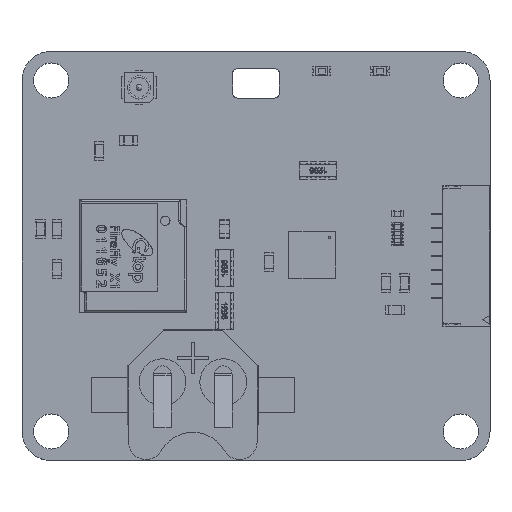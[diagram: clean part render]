
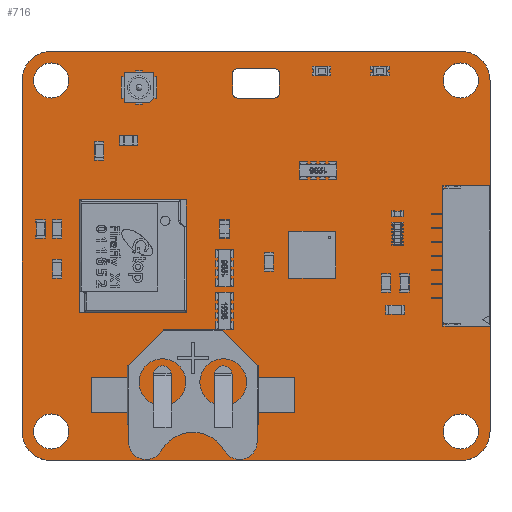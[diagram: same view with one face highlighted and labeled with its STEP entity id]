
A CAD part, top view. The second image highlights one B-rep face of the part: STEP entity #716.
In plain terms, the highlighted planar face has unit normal (0, 0, 1).
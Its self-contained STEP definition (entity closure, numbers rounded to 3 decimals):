
#77 = VERTEX_POINT('',#78);
#78 = CARTESIAN_POINT('',(203.9,-85.9,0.));
#95 = VERTEX_POINT('',#96);
#96 = CARTESIAN_POINT('',(168.9,-85.9,0.));
#102 = EDGE_CURVE('',#77,#95,#103,.T.);
#103 = LINE('',#104,#105);
#104 = CARTESIAN_POINT('',(203.9,-85.9,0.));
#105 = VECTOR('',#106,1.);
#106 = DIRECTION('',(-1.,0.,0.));
#117 = VERTEX_POINT('',#118);
#118 = CARTESIAN_POINT('',(206.4,-88.4,0.));
#134 = EDGE_CURVE('',#117,#77,#135,.T.);
#135 = CIRCLE('',#136,2.5);
#136 = AXIS2_PLACEMENT_3D('',#137,#138,#139);
#137 = CARTESIAN_POINT('',(203.9,-88.4,0.));
#138 = DIRECTION('',(0.,0.,1.));
#139 = DIRECTION('',(1.,0.,0.));
#160 = VERTEX_POINT('',#161);
#161 = CARTESIAN_POINT('',(166.4,-88.4,0.));
#167 = EDGE_CURVE('',#95,#160,#168,.T.);
#168 = CIRCLE('',#169,2.5);
#169 = AXIS2_PLACEMENT_3D('',#170,#171,#172);
#170 = CARTESIAN_POINT('',(168.9,-88.4,0.));
#171 = DIRECTION('',(0.,0.,1.));
#172 = DIRECTION('',(1.,0.,0.));
#183 = VERTEX_POINT('',#184);
#184 = CARTESIAN_POINT('',(206.4,-118.4,0.));
#199 = EDGE_CURVE('',#183,#117,#200,.T.);
#200 = LINE('',#201,#202);
#201 = CARTESIAN_POINT('',(206.4,-118.4,0.));
#202 = VECTOR('',#203,1.);
#203 = DIRECTION('',(0.,1.,0.));
#223 = VERTEX_POINT('',#224);
#224 = CARTESIAN_POINT('',(166.4,-118.4,0.));
#230 = EDGE_CURVE('',#160,#223,#231,.T.);
#231 = LINE('',#232,#233);
#232 = CARTESIAN_POINT('',(166.4,-88.4,0.));
#233 = VECTOR('',#234,1.);
#234 = DIRECTION('',(0.,-1.,0.));
#245 = VERTEX_POINT('',#246);
#246 = CARTESIAN_POINT('',(203.9,-120.9,0.));
#262 = EDGE_CURVE('',#245,#183,#263,.T.);
#263 = CIRCLE('',#264,2.5);
#264 = AXIS2_PLACEMENT_3D('',#265,#266,#267);
#265 = CARTESIAN_POINT('',(203.9,-118.4,0.));
#266 = DIRECTION('',(0.,0.,1.));
#267 = DIRECTION('',(1.,0.,0.));
#288 = VERTEX_POINT('',#289);
#289 = CARTESIAN_POINT('',(168.9,-120.9,0.));
#295 = EDGE_CURVE('',#223,#288,#296,.T.);
#296 = CIRCLE('',#297,2.5);
#297 = AXIS2_PLACEMENT_3D('',#298,#299,#300);
#298 = CARTESIAN_POINT('',(168.9,-118.4,0.));
#299 = DIRECTION('',(0.,0.,1.));
#300 = DIRECTION('',(1.,0.,0.));
#318 = EDGE_CURVE('',#288,#245,#319,.T.);
#319 = LINE('',#320,#321);
#320 = CARTESIAN_POINT('',(168.9,-120.9,0.));
#321 = VECTOR('',#322,1.);
#322 = DIRECTION('',(1.,0.,0.));
#333 = VERTEX_POINT('',#334);
#334 = CARTESIAN_POINT('',(170.4,-88.4,0.));
#350 = EDGE_CURVE('',#333,#333,#351,.T.);
#351 = CIRCLE('',#352,1.5);
#352 = AXIS2_PLACEMENT_3D('',#353,#354,#355);
#353 = CARTESIAN_POINT('',(168.9,-88.4,0.));
#354 = DIRECTION('',(0.,0.,1.));
#355 = DIRECTION('',(1.,0.,-0.));
#366 = VERTEX_POINT('',#367);
#367 = CARTESIAN_POINT('',(188.,-89.9,0.));
#385 = VERTEX_POINT('',#386);
#386 = CARTESIAN_POINT('',(188.4,-89.5,0.));
#392 = EDGE_CURVE('',#366,#385,#393,.T.);
#393 = CIRCLE('',#394,0.4);
#394 = AXIS2_PLACEMENT_3D('',#395,#396,#397);
#395 = CARTESIAN_POINT('',(188.,-89.5,0.));
#396 = DIRECTION('',(0.,0.,1.));
#397 = DIRECTION('',(1.,0.,0.));
#417 = VERTEX_POINT('',#418);
#418 = CARTESIAN_POINT('',(184.8,-89.9,0.));
#424 = EDGE_CURVE('',#366,#417,#425,.T.);
#425 = LINE('',#426,#427);
#426 = CARTESIAN_POINT('',(188.,-89.9,0.));
#427 = VECTOR('',#428,1.);
#428 = DIRECTION('',(-1.,0.,0.));
#448 = VERTEX_POINT('',#449);
#449 = CARTESIAN_POINT('',(188.4,-87.8,0.));
#455 = EDGE_CURVE('',#385,#448,#456,.T.);
#456 = LINE('',#457,#458);
#457 = CARTESIAN_POINT('',(188.4,-89.5,0.));
#458 = VECTOR('',#459,1.);
#459 = DIRECTION('',(0.,1.,0.));
#470 = VERTEX_POINT('',#471);
#471 = CARTESIAN_POINT('',(184.4,-89.5,0.));
#487 = EDGE_CURVE('',#470,#417,#488,.T.);
#488 = CIRCLE('',#489,0.4);
#489 = AXIS2_PLACEMENT_3D('',#490,#491,#492);
#490 = CARTESIAN_POINT('',(184.8,-89.5,0.));
#491 = DIRECTION('',(0.,0.,1.));
#492 = DIRECTION('',(1.,0.,0.));
#513 = VERTEX_POINT('',#514);
#514 = CARTESIAN_POINT('',(188.,-87.4,0.));
#520 = EDGE_CURVE('',#448,#513,#521,.T.);
#521 = CIRCLE('',#522,0.4);
#522 = AXIS2_PLACEMENT_3D('',#523,#524,#525);
#523 = CARTESIAN_POINT('',(188.,-87.8,0.));
#524 = DIRECTION('',(0.,0.,1.));
#525 = DIRECTION('',(1.,0.,0.));
#545 = VERTEX_POINT('',#546);
#546 = CARTESIAN_POINT('',(184.4,-87.8,0.));
#552 = EDGE_CURVE('',#470,#545,#553,.T.);
#553 = LINE('',#554,#555);
#554 = CARTESIAN_POINT('',(184.4,-89.5,0.));
#555 = VECTOR('',#556,1.);
#556 = DIRECTION('',(0.,1.,0.));
#567 = VERTEX_POINT('',#568);
#568 = CARTESIAN_POINT('',(184.8,-87.4,0.));
#583 = EDGE_CURVE('',#567,#513,#584,.T.);
#584 = LINE('',#585,#586);
#585 = CARTESIAN_POINT('',(184.8,-87.4,0.));
#586 = VECTOR('',#587,1.);
#587 = DIRECTION('',(1.,0.,0.));
#606 = EDGE_CURVE('',#567,#545,#607,.T.);
#607 = CIRCLE('',#608,0.4);
#608 = AXIS2_PLACEMENT_3D('',#609,#610,#611);
#609 = CARTESIAN_POINT('',(184.8,-87.8,0.));
#610 = DIRECTION('',(0.,0.,1.));
#611 = DIRECTION('',(1.,0.,0.));
#622 = VERTEX_POINT('',#623);
#623 = CARTESIAN_POINT('',(205.4,-88.4,0.));
#639 = EDGE_CURVE('',#622,#622,#640,.T.);
#640 = CIRCLE('',#641,1.5);
#641 = AXIS2_PLACEMENT_3D('',#642,#643,#644);
#642 = CARTESIAN_POINT('',(203.9,-88.4,0.));
#643 = DIRECTION('',(0.,0.,1.));
#644 = DIRECTION('',(1.,0.,-0.));
#655 = VERTEX_POINT('',#656);
#656 = CARTESIAN_POINT('',(205.4,-118.4,0.));
#672 = EDGE_CURVE('',#655,#655,#673,.T.);
#673 = CIRCLE('',#674,1.5);
#674 = AXIS2_PLACEMENT_3D('',#675,#676,#677);
#675 = CARTESIAN_POINT('',(203.9,-118.4,0.));
#676 = DIRECTION('',(0.,0.,1.));
#677 = DIRECTION('',(1.,0.,-0.));
#688 = VERTEX_POINT('',#689);
#689 = CARTESIAN_POINT('',(170.4,-118.4,0.));
#705 = EDGE_CURVE('',#688,#688,#706,.T.);
#706 = CIRCLE('',#707,1.5);
#707 = AXIS2_PLACEMENT_3D('',#708,#709,#710);
#708 = CARTESIAN_POINT('',(168.9,-118.4,0.));
#709 = DIRECTION('',(0.,0.,1.));
#710 = DIRECTION('',(1.,0.,-0.));
#716 = ADVANCED_FACE('',(#717,#727,#730,#740,#743,#746),#749,.T.);
#717 = FACE_BOUND('',#718,.T.);
#718 = EDGE_LOOP('',(#719,#720,#721,#722,#723,#724,#725,#726));
#719 = ORIENTED_EDGE('',*,*,#102,.T.);
#720 = ORIENTED_EDGE('',*,*,#167,.T.);
#721 = ORIENTED_EDGE('',*,*,#230,.T.);
#722 = ORIENTED_EDGE('',*,*,#295,.T.);
#723 = ORIENTED_EDGE('',*,*,#318,.T.);
#724 = ORIENTED_EDGE('',*,*,#262,.T.);
#725 = ORIENTED_EDGE('',*,*,#199,.T.);
#726 = ORIENTED_EDGE('',*,*,#134,.T.);
#727 = FACE_BOUND('',#728,.T.);
#728 = EDGE_LOOP('',(#729));
#729 = ORIENTED_EDGE('',*,*,#350,.F.);
#730 = FACE_BOUND('',#731,.T.);
#731 = EDGE_LOOP('',(#732,#733,#734,#735,#736,#737,#738,#739));
#732 = ORIENTED_EDGE('',*,*,#392,.F.);
#733 = ORIENTED_EDGE('',*,*,#424,.T.);
#734 = ORIENTED_EDGE('',*,*,#487,.F.);
#735 = ORIENTED_EDGE('',*,*,#552,.T.);
#736 = ORIENTED_EDGE('',*,*,#606,.F.);
#737 = ORIENTED_EDGE('',*,*,#583,.T.);
#738 = ORIENTED_EDGE('',*,*,#520,.F.);
#739 = ORIENTED_EDGE('',*,*,#455,.F.);
#740 = FACE_BOUND('',#741,.T.);
#741 = EDGE_LOOP('',(#742));
#742 = ORIENTED_EDGE('',*,*,#639,.F.);
#743 = FACE_BOUND('',#744,.T.);
#744 = EDGE_LOOP('',(#745));
#745 = ORIENTED_EDGE('',*,*,#672,.F.);
#746 = FACE_BOUND('',#747,.T.);
#747 = EDGE_LOOP('',(#748));
#748 = ORIENTED_EDGE('',*,*,#705,.F.);
#749 = PLANE('',#750);
#750 = AXIS2_PLACEMENT_3D('',#751,#752,#753);
#751 = CARTESIAN_POINT('',(186.4,-103.4,0.));
#752 = DIRECTION('',(0.,0.,1.));
#753 = DIRECTION('',(1.,0.,0.));
